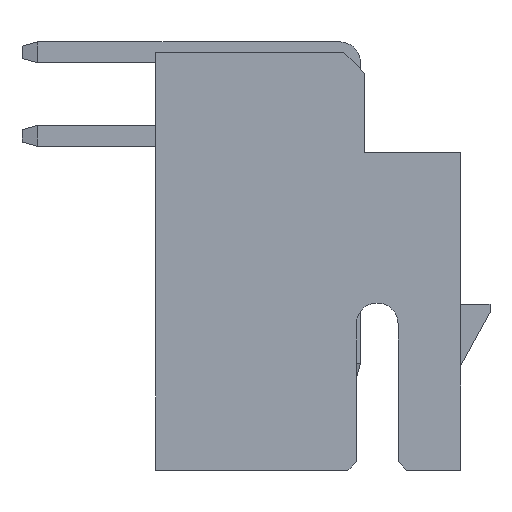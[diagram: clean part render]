
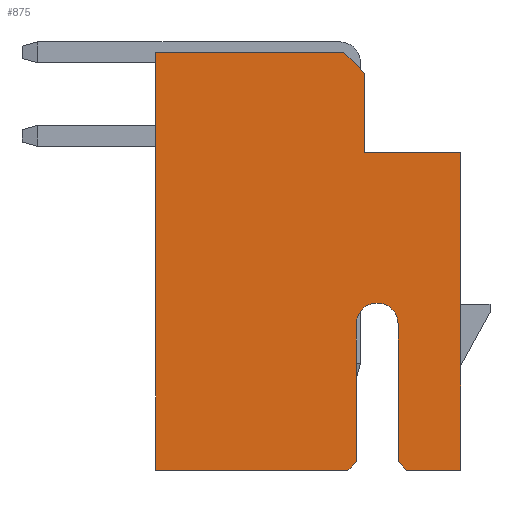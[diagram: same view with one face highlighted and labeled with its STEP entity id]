
A CAD part, left-side view. The second image highlights one B-rep face of the part: STEP entity #875.
In plain terms, the highlighted planar face has unit normal (-1, 0, 0).
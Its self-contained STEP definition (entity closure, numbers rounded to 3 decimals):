
#18 = CARTESIAN_POINT ( 'NONE',  ( -10., 3.65, 7.6 ) ) ;
#46 = CARTESIAN_POINT ( 'NONE',  ( -10., -3.65, 0. ) ) ;
#49 = DIRECTION ( 'NONE',  ( 0., -0.707, 0.707 ) ) ;
#59 = CARTESIAN_POINT ( 'NONE',  ( -10., -0.85, 10. ) ) ;
#108 = CARTESIAN_POINT ( 'NONE',  ( -10., -2.15, 3.5 ) ) ;
#213 = LINE ( 'NONE', #1171, #2712 ) ;
#297 = VECTOR ( 'NONE', #2990, 1000. ) ;
#348 = DIRECTION ( 'NONE',  ( 0., -1., 0. ) ) ;
#370 = CARTESIAN_POINT ( 'NONE',  ( -10., -3.65, 7.6 ) ) ;
#395 = FACE_OUTER_BOUND ( 'NONE', #1664, .T. ) ;
#500 = CARTESIAN_POINT ( 'NONE',  ( -10., -0.95, 0. ) ) ;
#526 = CARTESIAN_POINT ( 'NONE',  ( -10., -1.35, 10. ) ) ;
#536 = EDGE_CURVE ( 'NONE', #2431, #3808, #5168, .T. ) ;
#539 = DIRECTION ( 'NONE',  ( 0., -0.707, -0.707 ) ) ;
#612 = VERTEX_POINT ( 'NONE', #4647 ) ;
#616 = VECTOR ( 'NONE', #539, 1000. ) ;
#618 = AXIS2_PLACEMENT_3D ( 'NONE', #2970, #2154, #5421 ) ;
#623 = CIRCLE ( 'NONE', #618, 0.5 ) ;
#661 = CARTESIAN_POINT ( 'NONE',  ( -10., -3.65, 0. ) ) ;
#801 = CARTESIAN_POINT ( 'NONE',  ( -10., 3.65, 10. ) ) ;
#875 = ADVANCED_FACE ( 'NONE', ( #395 ), #4185, .F. ) ;
#889 = CARTESIAN_POINT ( 'NONE',  ( -10., -3.65, 0. ) ) ;
#911 = EDGE_CURVE ( 'NONE', #1235, #3280, #3459, .T. ) ;
#979 = EDGE_CURVE ( 'NONE', #4156, #1214, #2720, .T. ) ;
#996 = LINE ( 'NONE', #2700, #1351 ) ;
#1027 = ORIENTED_EDGE ( 'NONE', *, *, #1991, .F. ) ;
#1060 = EDGE_CURVE ( 'NONE', #3115, #3228, #3884, .T. ) ;
#1078 = DIRECTION ( 'NONE',  ( 0., 0., -1. ) ) ;
#1128 = CARTESIAN_POINT ( 'NONE',  ( -10., -2.35, 0. ) ) ;
#1148 = CARTESIAN_POINT ( 'NONE',  ( -10., -1.15, 0.2 ) ) ;
#1171 = CARTESIAN_POINT ( 'NONE',  ( -10., -3.65, 7.6 ) ) ;
#1214 = VERTEX_POINT ( 'NONE', #1128 ) ;
#1235 = VERTEX_POINT ( 'NONE', #3387 ) ;
#1315 = LINE ( 'NONE', #46, #297 ) ;
#1351 = VECTOR ( 'NONE', #2814, 1000. ) ;
#1359 = CARTESIAN_POINT ( 'NONE',  ( -10., -2.15, 0.2 ) ) ;
#1511 = DIRECTION ( 'NONE',  ( 0., -1., 0. ) ) ;
#1552 = CARTESIAN_POINT ( 'NONE',  ( -10., -1.15, 0. ) ) ;
#1564 = ORIENTED_EDGE ( 'NONE', *, *, #2046, .T. ) ;
#1573 = LINE ( 'NONE', #4493, #2944 ) ;
#1607 = LINE ( 'NONE', #500, #3890 ) ;
#1609 = LINE ( 'NONE', #1552, #2762 ) ;
#1661 = DIRECTION ( 'NONE',  ( 0., 0., -1. ) ) ;
#1664 = EDGE_LOOP ( 'NONE', ( #4110, #4356, #1027, #2452, #3233, #4207, #3674, #4002, #3613, #1998, #3939, #1564, #3541, #4553 ) ) ;
#1677 = DIRECTION ( 'NONE',  ( 0., -1., 0. ) ) ;
#1772 = DIRECTION ( 'NONE',  ( 0., 0.707, 0.707 ) ) ;
#1790 = DIRECTION ( 'NONE',  ( 0., 0., -1. ) ) ;
#1944 = VECTOR ( 'NONE', #2989, 1000. ) ;
#1991 = EDGE_CURVE ( 'NONE', #2431, #3228, #4258, .T. ) ;
#1998 = ORIENTED_EDGE ( 'NONE', *, *, #3970, .F. ) ;
#2046 = EDGE_CURVE ( 'NONE', #1214, #2876, #1315, .T. ) ;
#2052 = VERTEX_POINT ( 'NONE', #3847 ) ;
#2100 = CARTESIAN_POINT ( 'NONE',  ( -10., -1.65, 3.5 ) ) ;
#2101 = EDGE_CURVE ( 'NONE', #3115, #5404, #4342, .T. ) ;
#2154 = DIRECTION ( 'NONE',  ( 1., 0., 0. ) ) ;
#2275 = EDGE_CURVE ( 'NONE', #5404, #2052, #213, .T. ) ;
#2431 = VERTEX_POINT ( 'NONE', #801 ) ;
#2452 = ORIENTED_EDGE ( 'NONE', *, *, #536, .T. ) ;
#2532 = VECTOR ( 'NONE', #348, 1000. ) ;
#2549 = DIRECTION ( 'NONE',  ( 1., 0., 0. ) ) ;
#2700 = CARTESIAN_POINT ( 'NONE',  ( -10., -3.65, 7.6 ) ) ;
#2712 = VECTOR ( 'NONE', #1511, 1000. ) ;
#2717 = CARTESIAN_POINT ( 'NONE',  ( -10., 3.65, 0. ) ) ;
#2720 = LINE ( 'NONE', #1359, #616 ) ;
#2762 = VECTOR ( 'NONE', #1078, 1000. ) ;
#2789 = LINE ( 'NONE', #661, #2532 ) ;
#2814 = DIRECTION ( 'NONE',  ( 0., 0., -1. ) ) ;
#2876 = VERTEX_POINT ( 'NONE', #889 ) ;
#2935 = CARTESIAN_POINT ( 'NONE',  ( -10., -1.35, 10. ) ) ;
#2944 = VECTOR ( 'NONE', #5308, 1000. ) ;
#2970 = CARTESIAN_POINT ( 'NONE',  ( -10., -1.65, 3.5 ) ) ;
#2989 = DIRECTION ( 'NONE',  ( 0., 0., -1. ) ) ;
#2990 = DIRECTION ( 'NONE',  ( 0., -1., 0. ) ) ;
#3062 = EDGE_CURVE ( 'NONE', #2052, #2876, #996, .T. ) ;
#3078 = CARTESIAN_POINT ( 'NONE',  ( -10., -1.15, 3.5 ) ) ;
#3115 = VERTEX_POINT ( 'NONE', #4058 ) ;
#3228 = VERTEX_POINT ( 'NONE', #4272 ) ;
#3233 = ORIENTED_EDGE ( 'NONE', *, *, #5210, .T. ) ;
#3280 = VERTEX_POINT ( 'NONE', #108 ) ;
#3289 = AXIS2_PLACEMENT_3D ( 'NONE', #370, #2549, #4216 ) ;
#3387 = CARTESIAN_POINT ( 'NONE',  ( -10., -1.65, 4. ) ) ;
#3459 = CIRCLE ( 'NONE', #4164, 0.5 ) ;
#3538 = EDGE_CURVE ( 'NONE', #4585, #5411, #1609, .T. ) ;
#3541 = ORIENTED_EDGE ( 'NONE', *, *, #3062, .F. ) ;
#3613 = ORIENTED_EDGE ( 'NONE', *, *, #911, .T. ) ;
#3674 = ORIENTED_EDGE ( 'NONE', *, *, #3538, .F. ) ;
#3742 = EDGE_CURVE ( 'NONE', #4585, #1235, #623, .T. ) ;
#3808 = VERTEX_POINT ( 'NONE', #2717 ) ;
#3847 = CARTESIAN_POINT ( 'NONE',  ( -10., -3.65, 7.6 ) ) ;
#3884 = LINE ( 'NONE', #59, #5398 ) ;
#3890 = VECTOR ( 'NONE', #49, 1000. ) ;
#3939 = ORIENTED_EDGE ( 'NONE', *, *, #979, .T. ) ;
#3970 = EDGE_CURVE ( 'NONE', #4156, #3280, #1573, .T. ) ;
#4002 = ORIENTED_EDGE ( 'NONE', *, *, #3742, .T. ) ;
#4058 = CARTESIAN_POINT ( 'NONE',  ( -10., -1.35, 9.5 ) ) ;
#4110 = ORIENTED_EDGE ( 'NONE', *, *, #2101, .F. ) ;
#4156 = VERTEX_POINT ( 'NONE', #5470 ) ;
#4164 = AXIS2_PLACEMENT_3D ( 'NONE', #2100, #5425, #1661 ) ;
#4185 = PLANE ( 'NONE',  #3289 ) ;
#4207 = ORIENTED_EDGE ( 'NONE', *, *, #4617, .T. ) ;
#4216 = DIRECTION ( 'NONE',  ( 0., 0., -1. ) ) ;
#4258 = LINE ( 'NONE', #2935, #4752 ) ;
#4272 = CARTESIAN_POINT ( 'NONE',  ( -10., -0.85, 10. ) ) ;
#4342 = LINE ( 'NONE', #526, #4573 ) ;
#4356 = ORIENTED_EDGE ( 'NONE', *, *, #1060, .T. ) ;
#4493 = CARTESIAN_POINT ( 'NONE',  ( -10., -2.15, 0. ) ) ;
#4553 = ORIENTED_EDGE ( 'NONE', *, *, #2275, .F. ) ;
#4573 = VECTOR ( 'NONE', #1790, 1000. ) ;
#4585 = VERTEX_POINT ( 'NONE', #3078 ) ;
#4597 = CARTESIAN_POINT ( 'NONE',  ( -10., -1.35, 7.6 ) ) ;
#4617 = EDGE_CURVE ( 'NONE', #612, #5411, #1607, .T. ) ;
#4647 = CARTESIAN_POINT ( 'NONE',  ( -10., -0.95, 0. ) ) ;
#4752 = VECTOR ( 'NONE', #1677, 1000. ) ;
#5168 = LINE ( 'NONE', #18, #1944 ) ;
#5210 = EDGE_CURVE ( 'NONE', #3808, #612, #2789, .T. ) ;
#5308 = DIRECTION ( 'NONE',  ( 0., 0., 1. ) ) ;
#5398 = VECTOR ( 'NONE', #1772, 1000. ) ;
#5404 = VERTEX_POINT ( 'NONE', #4597 ) ;
#5411 = VERTEX_POINT ( 'NONE', #1148 ) ;
#5421 = DIRECTION ( 'NONE',  ( 0., 0., -1. ) ) ;
#5425 = DIRECTION ( 'NONE',  ( 1., 0., 0. ) ) ;
#5470 = CARTESIAN_POINT ( 'NONE',  ( -10., -2.15, 0.2 ) ) ;
